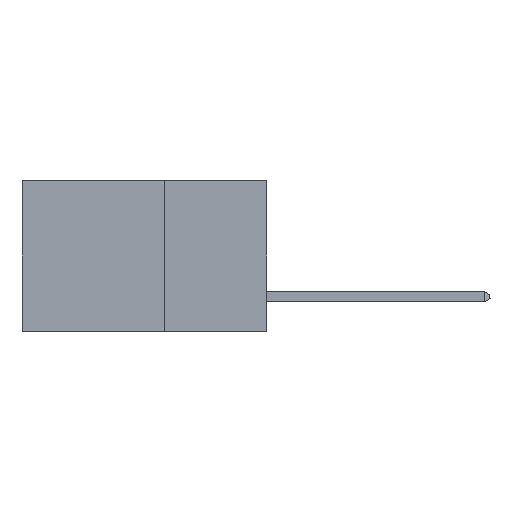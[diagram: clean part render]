
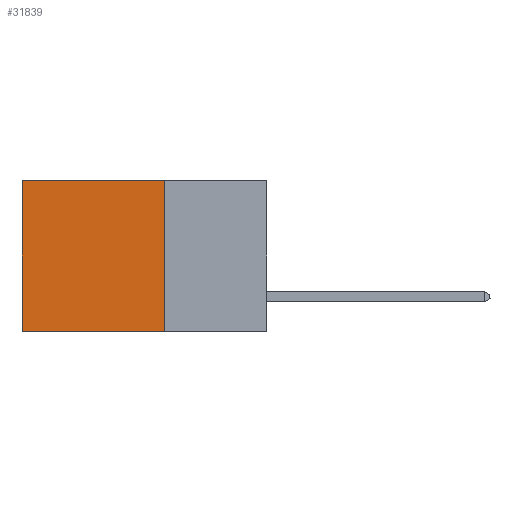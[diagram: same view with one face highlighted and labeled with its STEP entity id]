
A CAD part, left-side view. The second image highlights one B-rep face of the part: STEP entity #31839.
In plain terms, the highlighted planar face has unit normal (-1, 0, 0).
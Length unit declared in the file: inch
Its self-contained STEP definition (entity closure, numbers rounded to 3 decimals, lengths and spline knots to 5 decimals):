
#737 = EDGE_CURVE ( 'NONE', #8872, #7858, #4105, .T. ) ;
#2807 = DIRECTION ( 'NONE',  ( 0., 0., -1. ) ) ;
#4105 = LINE ( 'NONE', #12054, #11611 ) ;
#6869 = PLANE ( 'NONE',  #13716 ) ;
#7138 = VERTEX_POINT ( 'NONE', #22467 ) ;
#7144 = DIRECTION ( 'NONE',  ( 0., 0., -1. ) ) ;
#7556 = ORIENTED_EDGE ( 'NONE', *, *, #23834, .T. ) ;
#7858 = VERTEX_POINT ( 'NONE', #23101 ) ;
#8872 = VERTEX_POINT ( 'NONE', #17865 ) ;
#10515 = VECTOR ( 'NONE', #16303, 39.37008 ) ;
#10821 = LINE ( 'NONE', #24804, #33875 ) ;
#11594 = ORIENTED_EDGE ( 'NONE', *, *, #34165, .F. ) ;
#11611 = VECTOR ( 'NONE', #2807, 39.37008 ) ;
#11781 = LINE ( 'NONE', #16062, #28838 ) ;
#12054 = CARTESIAN_POINT ( 'NONE',  ( 0.2875, 0.25, 0. ) ) ;
#12839 = CARTESIAN_POINT ( 'NONE',  ( 0.2875, 0.25, -0.37 ) ) ;
#13332 = EDGE_CURVE ( 'NONE', #8872, #7138, #10821, .T. ) ;
#13716 = AXIS2_PLACEMENT_3D ( 'NONE', #29276, #16252, #7144 ) ;
#15599 = DIRECTION ( 'NONE',  ( 0., 1., 0. ) ) ;
#16062 = CARTESIAN_POINT ( 'NONE',  ( 0.2875, 0.6, 0. ) ) ;
#16252 = DIRECTION ( 'NONE',  ( 1., 0., 0. ) ) ;
#16303 = DIRECTION ( 'NONE',  ( 0., 1., 0. ) ) ;
#16909 = EDGE_LOOP ( 'NONE', ( #7556, #11594, #30667, #32923 ) ) ;
#17676 = VERTEX_POINT ( 'NONE', #26953 ) ;
#17865 = CARTESIAN_POINT ( 'NONE',  ( 0.2875, 0.25, 0. ) ) ;
#22467 = CARTESIAN_POINT ( 'NONE',  ( 0.2875, 0.6, 0. ) ) ;
#23101 = CARTESIAN_POINT ( 'NONE',  ( 0.2875, 0.25, -0.37 ) ) ;
#23561 = LINE ( 'NONE', #12839, #10515 ) ;
#23834 = EDGE_CURVE ( 'NONE', #7138, #17676, #11781, .T. ) ;
#24804 = CARTESIAN_POINT ( 'NONE',  ( 0.2875, 0.25, 0. ) ) ;
#25545 = DIRECTION ( 'NONE',  ( 0., 0., -1. ) ) ;
#26953 = CARTESIAN_POINT ( 'NONE',  ( 0.2875, 0.6, -0.37 ) ) ;
#28772 = FACE_OUTER_BOUND ( 'NONE', #16909, .T. ) ;
#28838 = VECTOR ( 'NONE', #25545, 39.37008 ) ;
#29276 = CARTESIAN_POINT ( 'NONE',  ( 0.2875, 0.25, 0. ) ) ;
#30667 = ORIENTED_EDGE ( 'NONE', *, *, #737, .F. ) ;
#31839 = ADVANCED_FACE ( 'NONE', ( #28772 ), #6869, .F. ) ;
#32923 = ORIENTED_EDGE ( 'NONE', *, *, #13332, .T. ) ;
#33875 = VECTOR ( 'NONE', #15599, 39.37008 ) ;
#34165 = EDGE_CURVE ( 'NONE', #7858, #17676, #23561, .T. ) ;
